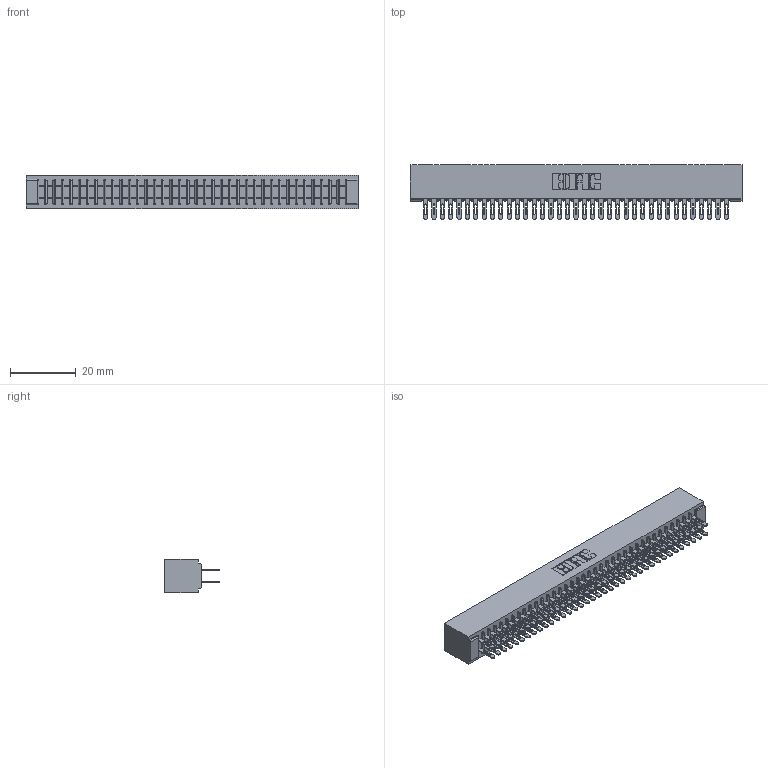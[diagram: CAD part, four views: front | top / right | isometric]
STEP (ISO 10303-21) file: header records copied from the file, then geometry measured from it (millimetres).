
FILE_DESCRIPTION (( 'STEP AP203' ), '1' );
FILE_NAME ('341-074-500-201.STEP', '2018-08-07T20:11:25', ( '' ), ( '' ), 'SwSTEP 2.0', 'SolidWorks 2016', '' );
FILE_SCHEMA (( 'CONFIG_CONTROL_DESIGN' ));
Length unit declared in the file: inch
Products named in the file (3): 341 Part_No Mounting Lugs; 341-292-001_341-292-100; 341-074-500-201
Assembly tree (75 placements, depth 2):
  341-074-500-201
    341 Part_No Mounting Lugs
    341-292-001_341-292-100  x74
Bounding box: 100.97 x 16.69 x 10.16 mm (x, y, z)
Volume: 7782.7 mm3; surface area: 14936.8 mm2
Topology: 75 solids, 75 shells, 4992 faces, 14463 edges, 9366 vertices
Faces by surface type: plane 2876, cylinder 1968, sphere 76, torus 72
Entity records: 45174 total; most frequent: CARTESIAN_POINT 7507, ORIENTED_EDGE 7458, DIRECTION 7291, EDGE_CURVE 3729, VECTOR 3007, LINE 3007, VERTEX_POINT 2358, AXIS2_PLACEMENT_3D 2142
